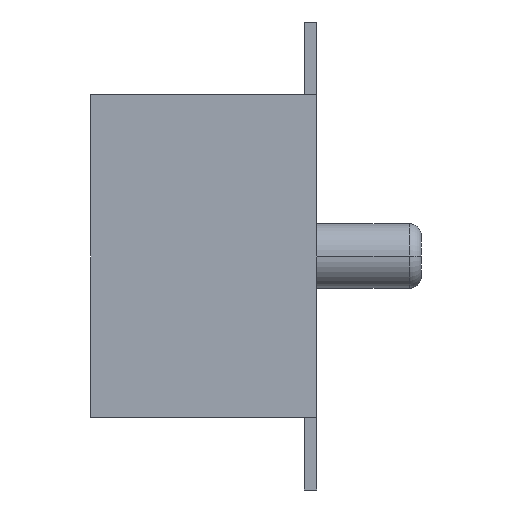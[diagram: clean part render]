
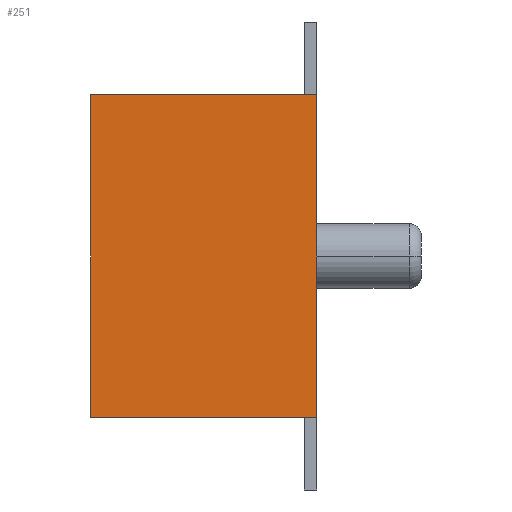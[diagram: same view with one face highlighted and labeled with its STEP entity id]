
A CAD part, left-side view. The second image highlights one B-rep face of the part: STEP entity #251.
In plain terms, the highlighted face is planar.
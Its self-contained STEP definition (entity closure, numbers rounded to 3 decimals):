
#41 = LINE ( 'NONE', #2550, #4144 ) ;
#102 = CARTESIAN_POINT ( 'NONE',  ( -2., 2.8, -10. ) ) ;
#251 = ADVANCED_FACE ( 'NONE', ( #3808 ), #2353, .F. ) ;
#457 = CARTESIAN_POINT ( 'NONE',  ( 2., 0., -10. ) ) ;
#462 = EDGE_CURVE ( 'NONE', #3751, #7631, #835, .T. ) ;
#835 = LINE ( 'NONE', #3398, #7153 ) ;
#1208 = AXIS2_PLACEMENT_3D ( 'NONE', #6386, #7007, #7472 ) ;
#1284 = CARTESIAN_POINT ( 'NONE',  ( -2., 0., -10. ) ) ;
#1529 = ORIENTED_EDGE ( 'NONE', *, *, #2213, .T. ) ;
#1694 = CARTESIAN_POINT ( 'NONE',  ( 2., 2.8, -10. ) ) ;
#2187 = DIRECTION ( 'NONE',  ( 0., -1., 0. ) ) ;
#2213 = EDGE_CURVE ( 'NONE', #7215, #7631, #7761, .T. ) ;
#2353 = PLANE ( 'NONE',  #1208 ) ;
#2550 = CARTESIAN_POINT ( 'NONE',  ( 2., 2.8, -10. ) ) ;
#2705 = LINE ( 'NONE', #7029, #3647 ) ;
#3398 = CARTESIAN_POINT ( 'NONE',  ( -2., 2.8, -10. ) ) ;
#3647 = VECTOR ( 'NONE', #7787, 1000. ) ;
#3751 = VERTEX_POINT ( 'NONE', #102 ) ;
#3808 = FACE_OUTER_BOUND ( 'NONE', #7918, .T. ) ;
#3853 = CARTESIAN_POINT ( 'NONE',  ( 2., 0., -10. ) ) ;
#4144 = VECTOR ( 'NONE', #5828, 1000. ) ;
#4499 = EDGE_CURVE ( 'NONE', #8276, #3751, #41, .T. ) ;
#5285 = ORIENTED_EDGE ( 'NONE', *, *, #7986, .T. ) ;
#5549 = ORIENTED_EDGE ( 'NONE', *, *, #4499, .F. ) ;
#5828 = DIRECTION ( 'NONE',  ( -1., 0., 0. ) ) ;
#6386 = CARTESIAN_POINT ( 'NONE',  ( 2., 2.8, -10. ) ) ;
#7004 = ORIENTED_EDGE ( 'NONE', *, *, #462, .F. ) ;
#7007 = DIRECTION ( 'NONE',  ( 0., 0., 1. ) ) ;
#7029 = CARTESIAN_POINT ( 'NONE',  ( 2., 2.8, -10. ) ) ;
#7153 = VECTOR ( 'NONE', #2187, 1000. ) ;
#7215 = VERTEX_POINT ( 'NONE', #457 ) ;
#7287 = VECTOR ( 'NONE', #7482, 1000. ) ;
#7472 = DIRECTION ( 'NONE',  ( 1., 0., 0. ) ) ;
#7482 = DIRECTION ( 'NONE',  ( -1., 0., 0. ) ) ;
#7631 = VERTEX_POINT ( 'NONE', #1284 ) ;
#7761 = LINE ( 'NONE', #3853, #7287 ) ;
#7787 = DIRECTION ( 'NONE',  ( 0., -1., 0. ) ) ;
#7918 = EDGE_LOOP ( 'NONE', ( #1529, #7004, #5549, #5285 ) ) ;
#7986 = EDGE_CURVE ( 'NONE', #8276, #7215, #2705, .T. ) ;
#8276 = VERTEX_POINT ( 'NONE', #1694 ) ;
